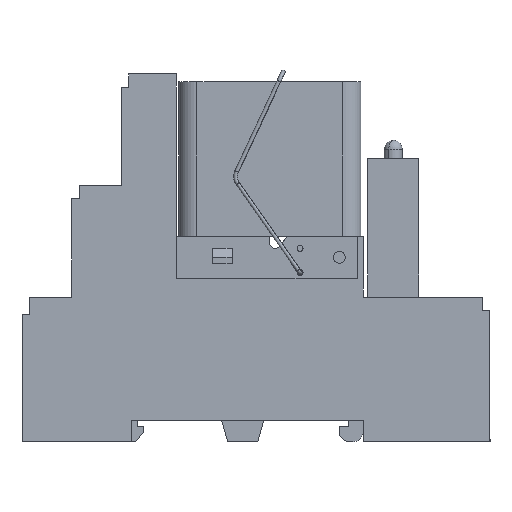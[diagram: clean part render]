
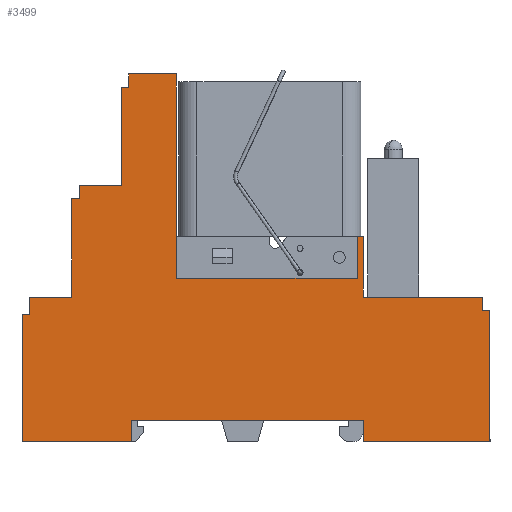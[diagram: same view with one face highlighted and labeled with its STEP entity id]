
A CAD part, left-side view. The second image highlights one B-rep face of the part: STEP entity #3499.
In plain terms, the highlighted planar face has unit normal (-1, 0, 0).
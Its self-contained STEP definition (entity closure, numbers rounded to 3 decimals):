
#3423=AXIS2_PLACEMENT_3D('Plane Axis2P3D',#3420,#3421,#3422) ;
#439=CARTESIAN_POINT('Vertex',(0.,52.,61.)) ;
#442=CARTESIAN_POINT('Line Origine',(0.,52.,44.05)) ;
#446=CARTESIAN_POINT('Vertex',(0.,52.,27.1)) ;
#922=CARTESIAN_POINT('Vertex',(0.,22.,34.1)) ;
#925=CARTESIAN_POINT('Line Origine',(0.,21.5,34.1)) ;
#929=CARTESIAN_POINT('Vertex',(0.,21.,34.1)) ;
#1372=CARTESIAN_POINT('Vertex',(0.,21.,24.)) ;
#1375=CARTESIAN_POINT('Line Origine',(0.,11.12,24.)) ;
#1379=CARTESIAN_POINT('Vertex',(0.,1.24,24.)) ;
#1510=CARTESIAN_POINT('Line Origine',(0.,1.24,22.9)) ;
#1514=CARTESIAN_POINT('Vertex',(0.,1.24,21.8)) ;
#1759=CARTESIAN_POINT('Vertex',(0.,0.,21.8)) ;
#1762=CARTESIAN_POINT('Line Origine',(0.,0.,10.9)) ;
#1766=CARTESIAN_POINT('Vertex',(0.,0.,0.)) ;
#1795=CARTESIAN_POINT('Line Origine',(0.,10.5,0.)) ;
#1799=CARTESIAN_POINT('Vertex',(0.,21.,0.)) ;
#1815=CARTESIAN_POINT('Line Origine',(0.,21.,1.75)) ;
#1819=CARTESIAN_POINT('Vertex',(0.,21.,3.5)) ;
#1958=CARTESIAN_POINT('Line Origine',(0.,40.25,3.5)) ;
#1962=CARTESIAN_POINT('Vertex',(0.,59.5,3.5)) ;
#2248=CARTESIAN_POINT('Vertex',(0.,59.5,0.)) ;
#2251=CARTESIAN_POINT('Line Origine',(0.,68.55,0.)) ;
#2255=CARTESIAN_POINT('Vertex',(0.,77.6,0.)) ;
#2286=CARTESIAN_POINT('Line Origine',(0.,77.6,10.55)) ;
#2290=CARTESIAN_POINT('Vertex',(0.,77.6,21.1)) ;
#2447=CARTESIAN_POINT('Vertex',(0.,76.36,24.)) ;
#2450=CARTESIAN_POINT('Line Origine',(0.,72.86,24.)) ;
#2454=CARTESIAN_POINT('Vertex',(0.,69.36,24.)) ;
#2684=CARTESIAN_POINT('Vertex',(0.,68.12,40.3)) ;
#2687=CARTESIAN_POINT('Line Origine',(0.,68.12,41.4)) ;
#2691=CARTESIAN_POINT('Vertex',(0.,68.12,42.5)) ;
#2810=CARTESIAN_POINT('Line Origine',(0.,64.62,42.5)) ;
#2814=CARTESIAN_POINT('Vertex',(0.,61.12,42.5)) ;
#3044=CARTESIAN_POINT('Vertex',(0.,59.88,58.8)) ;
#3047=CARTESIAN_POINT('Line Origine',(0.,59.88,59.9)) ;
#3051=CARTESIAN_POINT('Vertex',(0.,59.88,61.)) ;
#3170=CARTESIAN_POINT('Line Origine',(0.,55.94,61.)) ;
#3403=CARTESIAN_POINT('Control Point',(0.,22.,27.1)) ;
#3404=CARTESIAN_POINT('Control Point',(0.,52.,27.1)) ;
#3405=CARTESIAN_POINT('Vertex',(0.,22.,27.1)) ;
#3420=CARTESIAN_POINT('Axis2P3D Location',(0.,0.,0.)) ;
#3426=CARTESIAN_POINT('Control Point',(0.,61.12,58.8)) ;
#3427=CARTESIAN_POINT('Control Point',(0.,59.88,58.8)) ;
#3428=CARTESIAN_POINT('Vertex',(0.,61.12,58.8)) ;
#3432=CARTESIAN_POINT('Control Point',(0.,61.12,42.5)) ;
#3433=CARTESIAN_POINT('Control Point',(0.,61.12,58.8)) ;
#3436=CARTESIAN_POINT('Control Point',(0.,69.36,40.3)) ;
#3437=CARTESIAN_POINT('Control Point',(0.,68.12,40.3)) ;
#3438=CARTESIAN_POINT('Vertex',(0.,69.36,40.3)) ;
#3442=CARTESIAN_POINT('Control Point',(0.,69.36,24.)) ;
#3443=CARTESIAN_POINT('Control Point',(0.,69.36,40.3)) ;
#3446=CARTESIAN_POINT('Control Point',(0.,76.36,21.1)) ;
#3447=CARTESIAN_POINT('Control Point',(0.,76.36,24.)) ;
#3448=CARTESIAN_POINT('Vertex',(0.,76.36,21.1)) ;
#3452=CARTESIAN_POINT('Control Point',(0.,77.6,21.1)) ;
#3453=CARTESIAN_POINT('Control Point',(0.,76.36,21.1)) ;
#3456=CARTESIAN_POINT('Control Point',(0.,59.5,3.5)) ;
#3457=CARTESIAN_POINT('Control Point',(0.,59.5,0.)) ;
#3460=CARTESIAN_POINT('Control Point',(0.,1.24,21.8)) ;
#3461=CARTESIAN_POINT('Control Point',(0.,0.,21.8)) ;
#3464=CARTESIAN_POINT('Control Point',(0.,21.,34.1)) ;
#3465=CARTESIAN_POINT('Control Point',(0.,21.,24.)) ;
#3468=CARTESIAN_POINT('Control Point',(0.,22.,27.1)) ;
#3469=CARTESIAN_POINT('Control Point',(0.,22.,34.1)) ;
#443=DIRECTION('Vector Direction',(0.,0.,-1.)) ;
#926=DIRECTION('Vector Direction',(0.,-1.,0.)) ;
#1376=DIRECTION('Vector Direction',(0.,-1.,0.)) ;
#1511=DIRECTION('Vector Direction',(0.,0.,-1.)) ;
#1763=DIRECTION('Vector Direction',(0.,0.,-1.)) ;
#1796=DIRECTION('Vector Direction',(0.,1.,0.)) ;
#1816=DIRECTION('Vector Direction',(0.,0.,1.)) ;
#1959=DIRECTION('Vector Direction',(0.,1.,0.)) ;
#2252=DIRECTION('Vector Direction',(0.,1.,0.)) ;
#2287=DIRECTION('Vector Direction',(0.,0.,1.)) ;
#2451=DIRECTION('Vector Direction',(0.,-1.,0.)) ;
#2688=DIRECTION('Vector Direction',(0.,0.,1.)) ;
#2811=DIRECTION('Vector Direction',(0.,-1.,0.)) ;
#3048=DIRECTION('Vector Direction',(0.,0.,1.)) ;
#3171=DIRECTION('Vector Direction',(0.,-1.,0.)) ;
#3421=DIRECTION('Axis2P3D Direction',(-1.,0.,0.)) ;
#3422=DIRECTION('Axis2P3D XDirection',(0.,-1.,0.)) ;
#444=VECTOR('Line Direction',#443,1.) ;
#927=VECTOR('Line Direction',#926,1.) ;
#1377=VECTOR('Line Direction',#1376,1.) ;
#1512=VECTOR('Line Direction',#1511,1.) ;
#1764=VECTOR('Line Direction',#1763,1.) ;
#1797=VECTOR('Line Direction',#1796,1.) ;
#1817=VECTOR('Line Direction',#1816,1.) ;
#1960=VECTOR('Line Direction',#1959,1.) ;
#2253=VECTOR('Line Direction',#2252,1.) ;
#2288=VECTOR('Line Direction',#2287,1.) ;
#2452=VECTOR('Line Direction',#2451,1.) ;
#2689=VECTOR('Line Direction',#2688,1.) ;
#2812=VECTOR('Line Direction',#2811,1.) ;
#3049=VECTOR('Line Direction',#3048,1.) ;
#3172=VECTOR('Line Direction',#3171,1.) ;
#3472=ORIENTED_EDGE('',*,*,#3407,.F.) ;
#3473=ORIENTED_EDGE('',*,*,#448,.T.) ;
#3474=ORIENTED_EDGE('',*,*,#3174,.T.) ;
#3475=ORIENTED_EDGE('',*,*,#3053,.T.) ;
#3476=ORIENTED_EDGE('',*,*,#3430,.T.) ;
#3477=ORIENTED_EDGE('',*,*,#3434,.T.) ;
#3478=ORIENTED_EDGE('',*,*,#2816,.T.) ;
#3479=ORIENTED_EDGE('',*,*,#2693,.T.) ;
#3480=ORIENTED_EDGE('',*,*,#3440,.T.) ;
#3481=ORIENTED_EDGE('',*,*,#3444,.T.) ;
#3482=ORIENTED_EDGE('',*,*,#2456,.T.) ;
#3483=ORIENTED_EDGE('',*,*,#3450,.T.) ;
#3484=ORIENTED_EDGE('',*,*,#3454,.T.) ;
#3485=ORIENTED_EDGE('',*,*,#2292,.T.) ;
#3486=ORIENTED_EDGE('',*,*,#2257,.T.) ;
#3487=ORIENTED_EDGE('',*,*,#3458,.T.) ;
#3488=ORIENTED_EDGE('',*,*,#1964,.T.) ;
#3489=ORIENTED_EDGE('',*,*,#1821,.T.) ;
#3490=ORIENTED_EDGE('',*,*,#1801,.T.) ;
#3491=ORIENTED_EDGE('',*,*,#1768,.T.) ;
#3492=ORIENTED_EDGE('',*,*,#3462,.T.) ;
#3493=ORIENTED_EDGE('',*,*,#1516,.T.) ;
#3494=ORIENTED_EDGE('',*,*,#1381,.T.) ;
#3495=ORIENTED_EDGE('',*,*,#3466,.T.) ;
#3496=ORIENTED_EDGE('',*,*,#931,.T.) ;
#3497=ORIENTED_EDGE('',*,*,#3470,.T.) ;
#3499=ADVANCED_FACE('SOCKEL',(#3498),#3424,.T.) ;
#3402=B_SPLINE_CURVE_WITH_KNOTS('',1,(#3403,#3404),.UNSPECIFIED.,.F.,.U.,(2,2),(0.,30.),.UNSPECIFIED.) ;
#3425=B_SPLINE_CURVE_WITH_KNOTS('',1,(#3426,#3427),.UNSPECIFIED.,.F.,.U.,(2,2),(0.,1.24),.UNSPECIFIED.) ;
#3431=B_SPLINE_CURVE_WITH_KNOTS('',1,(#3432,#3433),.UNSPECIFIED.,.F.,.U.,(2,2),(0.,16.3),.UNSPECIFIED.) ;
#3435=B_SPLINE_CURVE_WITH_KNOTS('',1,(#3436,#3437),.UNSPECIFIED.,.F.,.U.,(2,2),(0.,1.24),.UNSPECIFIED.) ;
#3441=B_SPLINE_CURVE_WITH_KNOTS('',1,(#3442,#3443),.UNSPECIFIED.,.F.,.U.,(2,2),(0.,16.3),.UNSPECIFIED.) ;
#3445=B_SPLINE_CURVE_WITH_KNOTS('',1,(#3446,#3447),.UNSPECIFIED.,.F.,.U.,(2,2),(0.,2.9),.UNSPECIFIED.) ;
#3451=B_SPLINE_CURVE_WITH_KNOTS('',1,(#3452,#3453),.UNSPECIFIED.,.F.,.U.,(2,2),(0.,1.24),.UNSPECIFIED.) ;
#3455=B_SPLINE_CURVE_WITH_KNOTS('',1,(#3456,#3457),.UNSPECIFIED.,.F.,.U.,(2,2),(0.,3.5),.UNSPECIFIED.) ;
#3459=B_SPLINE_CURVE_WITH_KNOTS('',1,(#3460,#3461),.UNSPECIFIED.,.F.,.U.,(2,2),(0.,1.24),.UNSPECIFIED.) ;
#3463=B_SPLINE_CURVE_WITH_KNOTS('',1,(#3464,#3465),.UNSPECIFIED.,.F.,.U.,(2,2),(0.,10.1),.UNSPECIFIED.) ;
#3467=B_SPLINE_CURVE_WITH_KNOTS('',1,(#3468,#3469),.UNSPECIFIED.,.F.,.U.,(2,2),(0.6,7.6),.UNSPECIFIED.) ;
#448=EDGE_CURVE('',#447,#440,#445,.F.) ;
#931=EDGE_CURVE('',#930,#923,#928,.F.) ;
#1381=EDGE_CURVE('',#1380,#1373,#1378,.F.) ;
#1516=EDGE_CURVE('',#1515,#1380,#1513,.F.) ;
#1768=EDGE_CURVE('',#1767,#1760,#1765,.F.) ;
#1801=EDGE_CURVE('',#1800,#1767,#1798,.F.) ;
#1821=EDGE_CURVE('',#1820,#1800,#1818,.F.) ;
#1964=EDGE_CURVE('',#1963,#1820,#1961,.F.) ;
#2257=EDGE_CURVE('',#2256,#2249,#2254,.F.) ;
#2292=EDGE_CURVE('',#2291,#2256,#2289,.F.) ;
#2456=EDGE_CURVE('',#2455,#2448,#2453,.F.) ;
#2693=EDGE_CURVE('',#2692,#2685,#2690,.F.) ;
#2816=EDGE_CURVE('',#2815,#2692,#2813,.F.) ;
#3053=EDGE_CURVE('',#3052,#3045,#3050,.F.) ;
#3174=EDGE_CURVE('',#440,#3052,#3173,.F.) ;
#3407=EDGE_CURVE('',#447,#3406,#3402,.F.) ;
#3430=EDGE_CURVE('',#3045,#3429,#3425,.F.) ;
#3434=EDGE_CURVE('',#3429,#2815,#3431,.F.) ;
#3440=EDGE_CURVE('',#2685,#3439,#3435,.F.) ;
#3444=EDGE_CURVE('',#3439,#2455,#3441,.F.) ;
#3450=EDGE_CURVE('',#2448,#3449,#3445,.F.) ;
#3454=EDGE_CURVE('',#3449,#2291,#3451,.F.) ;
#3458=EDGE_CURVE('',#2249,#1963,#3455,.F.) ;
#3462=EDGE_CURVE('',#1760,#1515,#3459,.F.) ;
#3466=EDGE_CURVE('',#1373,#930,#3463,.F.) ;
#3470=EDGE_CURVE('',#923,#3406,#3467,.F.) ;
#3471=EDGE_LOOP('',(#3472,#3473,#3474,#3475,#3476,#3477,#3478,#3479,#3480,#3481,#3482,#3483,#3484,#3485,#3486,#3487,#3488,#3489,#3490,#3491,#3492,#3493,#3494,#3495,#3496,#3497)) ;
#3498=FACE_OUTER_BOUND('',#3471,.T.) ;
#445=LINE('Line',#442,#444) ;
#928=LINE('Line',#925,#927) ;
#1378=LINE('Line',#1375,#1377) ;
#1513=LINE('Line',#1510,#1512) ;
#1765=LINE('Line',#1762,#1764) ;
#1798=LINE('Line',#1795,#1797) ;
#1818=LINE('Line',#1815,#1817) ;
#1961=LINE('Line',#1958,#1960) ;
#2254=LINE('Line',#2251,#2253) ;
#2289=LINE('Line',#2286,#2288) ;
#2453=LINE('Line',#2450,#2452) ;
#2690=LINE('Line',#2687,#2689) ;
#2813=LINE('Line',#2810,#2812) ;
#3050=LINE('Line',#3047,#3049) ;
#3173=LINE('Line',#3170,#3172) ;
#3424=PLANE('',#3423) ;
#440=VERTEX_POINT('',#439) ;
#447=VERTEX_POINT('',#446) ;
#923=VERTEX_POINT('',#922) ;
#930=VERTEX_POINT('',#929) ;
#1373=VERTEX_POINT('',#1372) ;
#1380=VERTEX_POINT('',#1379) ;
#1515=VERTEX_POINT('',#1514) ;
#1760=VERTEX_POINT('',#1759) ;
#1767=VERTEX_POINT('',#1766) ;
#1800=VERTEX_POINT('',#1799) ;
#1820=VERTEX_POINT('',#1819) ;
#1963=VERTEX_POINT('',#1962) ;
#2249=VERTEX_POINT('',#2248) ;
#2256=VERTEX_POINT('',#2255) ;
#2291=VERTEX_POINT('',#2290) ;
#2448=VERTEX_POINT('',#2447) ;
#2455=VERTEX_POINT('',#2454) ;
#2685=VERTEX_POINT('',#2684) ;
#2692=VERTEX_POINT('',#2691) ;
#2815=VERTEX_POINT('',#2814) ;
#3045=VERTEX_POINT('',#3044) ;
#3052=VERTEX_POINT('',#3051) ;
#3406=VERTEX_POINT('',#3405) ;
#3429=VERTEX_POINT('',#3428) ;
#3439=VERTEX_POINT('',#3438) ;
#3449=VERTEX_POINT('',#3448) ;
